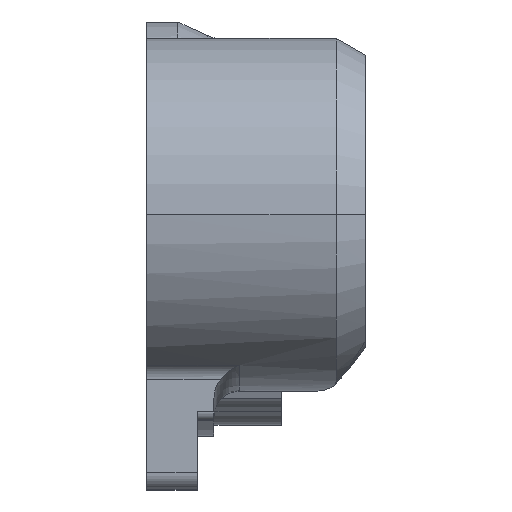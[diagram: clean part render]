
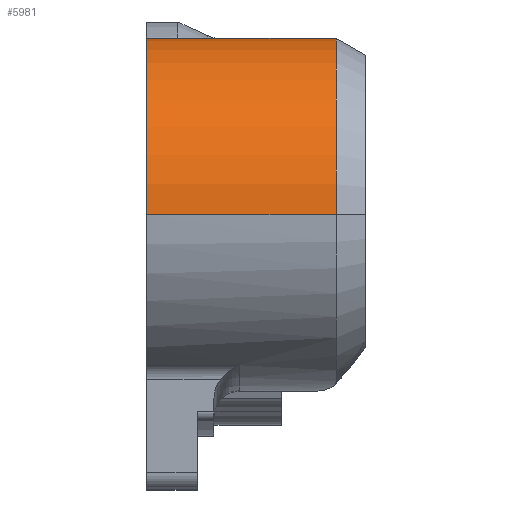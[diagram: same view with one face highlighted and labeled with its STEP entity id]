
A CAD part, top view. The second image highlights one B-rep face of the part: STEP entity #5981.
In plain terms, the highlighted cylindrical face has radius 33.337 mm (diameter 66.675 mm), a partial arc.
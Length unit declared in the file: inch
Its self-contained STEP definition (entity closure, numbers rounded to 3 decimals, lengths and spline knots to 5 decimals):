
#66 = VECTOR ( 'NONE', #1669, 39.37008 ) ;
#124 = VERTEX_POINT ( 'NONE', #5637 ) ;
#227 = EDGE_LOOP ( 'NONE', ( #2050, #7396, #4501, #2366 ) ) ;
#262 = VECTOR ( 'NONE', #6049, 39.37008 ) ;
#937 = AXIS2_PLACEMENT_3D ( 'NONE', #5088, #2761, #5714 ) ;
#1669 = DIRECTION ( 'NONE',  ( -1., 0., 0. ) ) ;
#2050 = ORIENTED_EDGE ( 'NONE', *, *, #6498, .F. ) ;
#2366 = ORIENTED_EDGE ( 'NONE', *, *, #7362, .T. ) ;
#2489 = CARTESIAN_POINT ( 'NONE',  ( 0., -0.0775, 8.55796 ) ) ;
#2519 = CARTESIAN_POINT ( 'NONE',  ( 1., 0.94453, 7.73449 ) ) ;
#2738 = CIRCLE ( 'NONE', #4857, 1.3125 ) ;
#2761 = DIRECTION ( 'NONE',  ( -1., 0., 0. ) ) ;
#2986 = CARTESIAN_POINT ( 'NONE',  ( 1., -0.0775, 9.87046 ) ) ;
#3031 = LINE ( 'NONE', #2519, #262 ) ;
#3086 = VERTEX_POINT ( 'NONE', #4067 ) ;
#3154 = CARTESIAN_POINT ( 'NONE',  ( 1.40849, -0.0775, 8.55796 ) ) ;
#3175 = EDGE_CURVE ( 'NONE', #3086, #4149, #2738, .T. ) ;
#3321 = AXIS2_PLACEMENT_3D ( 'NONE', #2489, #6129, #4858 ) ;
#3535 = LINE ( 'NONE', #2986, #66 ) ;
#3790 = EDGE_CURVE ( 'NONE', #4149, #124, #3031, .T. ) ;
#3814 = FACE_OUTER_BOUND ( 'NONE', #227, .T. ) ;
#4067 = CARTESIAN_POINT ( 'NONE',  ( 1.40849, -0.0775, 9.87046 ) ) ;
#4149 = VERTEX_POINT ( 'NONE', #4764 ) ;
#4501 = ORIENTED_EDGE ( 'NONE', *, *, #3790, .T. ) ;
#4530 = CARTESIAN_POINT ( 'NONE',  ( 0., -0.0775, 9.87046 ) ) ;
#4764 = CARTESIAN_POINT ( 'NONE',  ( 1.40849, 0.94453, 7.73449 ) ) ;
#4831 = DIRECTION ( 'NONE',  ( -1., 0., 0. ) ) ;
#4857 = AXIS2_PLACEMENT_3D ( 'NONE', #3154, #4831, #5994 ) ;
#4858 = DIRECTION ( 'NONE',  ( 0., 0., 1. ) ) ;
#5088 = CARTESIAN_POINT ( 'NONE',  ( 1., -0.0775, 8.55796 ) ) ;
#5180 = CIRCLE ( 'NONE', #3321, 1.3125 ) ;
#5272 = VERTEX_POINT ( 'NONE', #4530 ) ;
#5637 = CARTESIAN_POINT ( 'NONE',  ( 0., 0.94453, 7.73449 ) ) ;
#5714 = DIRECTION ( 'NONE',  ( 0., 0., 1. ) ) ;
#5981 = ADVANCED_FACE ( 'NONE', ( #3814 ), #7380, .T. ) ;
#5994 = DIRECTION ( 'NONE',  ( 0., 0., 1. ) ) ;
#6049 = DIRECTION ( 'NONE',  ( -1., 0., 0. ) ) ;
#6129 = DIRECTION ( 'NONE',  ( 1., 0., 0. ) ) ;
#6498 = EDGE_CURVE ( 'NONE', #3086, #5272, #3535, .T. ) ;
#7362 = EDGE_CURVE ( 'NONE', #124, #5272, #5180, .T. ) ;
#7380 = CYLINDRICAL_SURFACE ( 'NONE', #937, 1.3125 ) ;
#7396 = ORIENTED_EDGE ( 'NONE', *, *, #3175, .T. ) ;
